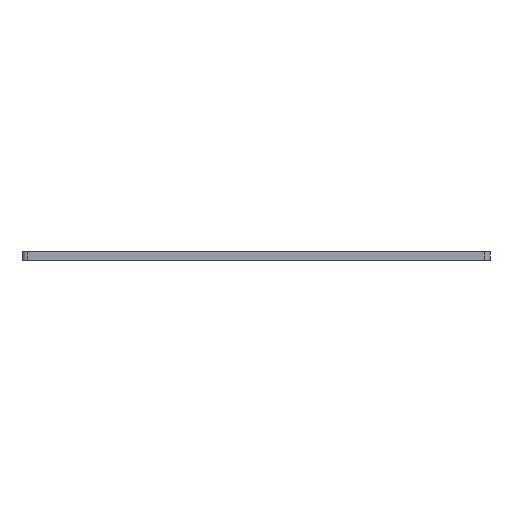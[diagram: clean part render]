
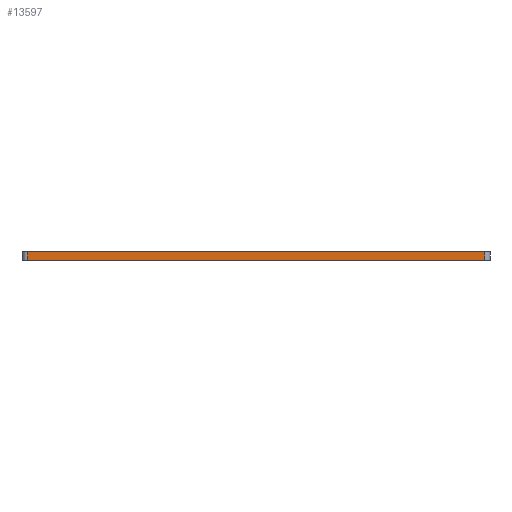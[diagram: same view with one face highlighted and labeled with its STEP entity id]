
A CAD part, front view. The second image highlights one B-rep face of the part: STEP entity #13597.
In plain terms, the highlighted planar face has unit normal (0, -1, 0).
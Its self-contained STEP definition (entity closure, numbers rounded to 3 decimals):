
#83 = PLANE('',#84);
#84 = AXIS2_PLACEMENT_3D('',#85,#86,#87);
#85 = CARTESIAN_POINT('',(146.26,-104.303,1.6));
#86 = DIRECTION('',(0.,0.,1.));
#87 = DIRECTION('',(1.,0.,-0.));
#137 = PLANE('',#138);
#138 = AXIS2_PLACEMENT_3D('',#139,#140,#141);
#139 = CARTESIAN_POINT('',(146.26,-104.303,0.));
#140 = DIRECTION('',(0.,0.,1.));
#141 = DIRECTION('',(1.,0.,-0.));
#387 = VERTEX_POINT('',#388);
#388 = CARTESIAN_POINT('',(102.257,-139.455,0.));
#403 = CYLINDRICAL_SURFACE('',#404,1.);
#404 = AXIS2_PLACEMENT_3D('',#405,#406,#407);
#405 = CARTESIAN_POINT('',(102.257,-138.455,0.));
#406 = DIRECTION('',(-0.,-0.,-1.));
#407 = DIRECTION('',(1.,0.,-0.));
#415 = EDGE_CURVE('',#387,#416,#418,.T.);
#416 = VERTEX_POINT('',#417);
#417 = CARTESIAN_POINT('',(190.261,-139.455,0.));
#418 = SURFACE_CURVE('',#419,(#423,#430),.PCURVE_S1.);
#419 = LINE('',#420,#421);
#420 = CARTESIAN_POINT('',(102.257,-139.455,0.));
#421 = VECTOR('',#422,1.);
#422 = DIRECTION('',(1.,0.,0.));
#423 = PCURVE('',#137,#424);
#424 = DEFINITIONAL_REPRESENTATION('',(#425),#429);
#425 = LINE('',#426,#427);
#426 = CARTESIAN_POINT('',(-44.003,-35.152));
#427 = VECTOR('',#428,1.);
#428 = DIRECTION('',(1.,0.));
#429 = ( GEOMETRIC_REPRESENTATION_CONTEXT(2) 
PARAMETRIC_REPRESENTATION_CONTEXT() REPRESENTATION_CONTEXT('2D SPACE',''
  ) );
#430 = PCURVE('',#431,#436);
#431 = PLANE('',#432);
#432 = AXIS2_PLACEMENT_3D('',#433,#434,#435);
#433 = CARTESIAN_POINT('',(102.257,-139.455,0.));
#434 = DIRECTION('',(0.,1.,0.));
#435 = DIRECTION('',(1.,0.,0.));
#436 = DEFINITIONAL_REPRESENTATION('',(#437),#441);
#437 = LINE('',#438,#439);
#438 = CARTESIAN_POINT('',(0.,0.));
#439 = VECTOR('',#440,1.);
#440 = DIRECTION('',(1.,0.));
#441 = ( GEOMETRIC_REPRESENTATION_CONTEXT(2) 
PARAMETRIC_REPRESENTATION_CONTEXT() REPRESENTATION_CONTEXT('2D SPACE',''
  ) );
#460 = CYLINDRICAL_SURFACE('',#461,1.);
#461 = AXIS2_PLACEMENT_3D('',#462,#463,#464);
#462 = CARTESIAN_POINT('',(190.261,-138.455,0.));
#463 = DIRECTION('',(-0.,-0.,-1.));
#464 = DIRECTION('',(1.,0.,-0.));
#7495 = VERTEX_POINT('',#7496);
#7496 = CARTESIAN_POINT('',(102.257,-139.455,1.6));
#7518 = EDGE_CURVE('',#7495,#7519,#7521,.T.);
#7519 = VERTEX_POINT('',#7520);
#7520 = CARTESIAN_POINT('',(190.261,-139.455,1.6));
#7521 = SURFACE_CURVE('',#7522,(#7526,#7533),.PCURVE_S1.);
#7522 = LINE('',#7523,#7524);
#7523 = CARTESIAN_POINT('',(102.257,-139.455,1.6));
#7524 = VECTOR('',#7525,1.);
#7525 = DIRECTION('',(1.,0.,0.));
#7526 = PCURVE('',#83,#7527);
#7527 = DEFINITIONAL_REPRESENTATION('',(#7528),#7532);
#7528 = LINE('',#7529,#7530);
#7529 = CARTESIAN_POINT('',(-44.003,-35.152));
#7530 = VECTOR('',#7531,1.);
#7531 = DIRECTION('',(1.,0.));
#7532 = ( GEOMETRIC_REPRESENTATION_CONTEXT(2) 
PARAMETRIC_REPRESENTATION_CONTEXT() REPRESENTATION_CONTEXT('2D SPACE',''
  ) );
#7533 = PCURVE('',#431,#7534);
#7534 = DEFINITIONAL_REPRESENTATION('',(#7535),#7539);
#7535 = LINE('',#7536,#7537);
#7536 = CARTESIAN_POINT('',(0.,-1.6));
#7537 = VECTOR('',#7538,1.);
#7538 = DIRECTION('',(1.,0.));
#7539 = ( GEOMETRIC_REPRESENTATION_CONTEXT(2) 
PARAMETRIC_REPRESENTATION_CONTEXT() REPRESENTATION_CONTEXT('2D SPACE',''
  ) );
#13547 = EDGE_CURVE('',#416,#7519,#13548,.T.);
#13548 = SURFACE_CURVE('',#13549,(#13553,#13560),.PCURVE_S1.);
#13549 = LINE('',#13550,#13551);
#13550 = CARTESIAN_POINT('',(190.261,-139.455,0.));
#13551 = VECTOR('',#13552,1.);
#13552 = DIRECTION('',(0.,0.,1.));
#13553 = PCURVE('',#460,#13554);
#13554 = DEFINITIONAL_REPRESENTATION('',(#13555),#13559);
#13555 = LINE('',#13556,#13557);
#13556 = CARTESIAN_POINT('',(-4.712,0.));
#13557 = VECTOR('',#13558,1.);
#13558 = DIRECTION('',(-0.,-1.));
#13559 = ( GEOMETRIC_REPRESENTATION_CONTEXT(2) 
PARAMETRIC_REPRESENTATION_CONTEXT() REPRESENTATION_CONTEXT('2D SPACE',''
  ) );
#13560 = PCURVE('',#431,#13561);
#13561 = DEFINITIONAL_REPRESENTATION('',(#13562),#13566);
#13562 = LINE('',#13563,#13564);
#13563 = CARTESIAN_POINT('',(88.004,0.));
#13564 = VECTOR('',#13565,1.);
#13565 = DIRECTION('',(0.,-1.));
#13566 = ( GEOMETRIC_REPRESENTATION_CONTEXT(2) 
PARAMETRIC_REPRESENTATION_CONTEXT() REPRESENTATION_CONTEXT('2D SPACE',''
  ) );
#13576 = EDGE_CURVE('',#387,#7495,#13577,.T.);
#13577 = SURFACE_CURVE('',#13578,(#13582,#13589),.PCURVE_S1.);
#13578 = LINE('',#13579,#13580);
#13579 = CARTESIAN_POINT('',(102.257,-139.455,0.));
#13580 = VECTOR('',#13581,1.);
#13581 = DIRECTION('',(0.,0.,1.));
#13582 = PCURVE('',#403,#13583);
#13583 = DEFINITIONAL_REPRESENTATION('',(#13584),#13588);
#13584 = LINE('',#13585,#13586);
#13585 = CARTESIAN_POINT('',(-4.712,0.));
#13586 = VECTOR('',#13587,1.);
#13587 = DIRECTION('',(-0.,-1.));
#13588 = ( GEOMETRIC_REPRESENTATION_CONTEXT(2) 
PARAMETRIC_REPRESENTATION_CONTEXT() REPRESENTATION_CONTEXT('2D SPACE',''
  ) );
#13589 = PCURVE('',#431,#13590);
#13590 = DEFINITIONAL_REPRESENTATION('',(#13591),#13595);
#13591 = LINE('',#13592,#13593);
#13592 = CARTESIAN_POINT('',(0.,0.));
#13593 = VECTOR('',#13594,1.);
#13594 = DIRECTION('',(0.,-1.));
#13595 = ( GEOMETRIC_REPRESENTATION_CONTEXT(2) 
PARAMETRIC_REPRESENTATION_CONTEXT() REPRESENTATION_CONTEXT('2D SPACE',''
  ) );
#13597 = ADVANCED_FACE('',(#13598),#431,.F.);
#13598 = FACE_BOUND('',#13599,.F.);
#13599 = EDGE_LOOP('',(#13600,#13601,#13602,#13603));
#13600 = ORIENTED_EDGE('',*,*,#13576,.T.);
#13601 = ORIENTED_EDGE('',*,*,#7518,.T.);
#13602 = ORIENTED_EDGE('',*,*,#13547,.F.);
#13603 = ORIENTED_EDGE('',*,*,#415,.F.);
